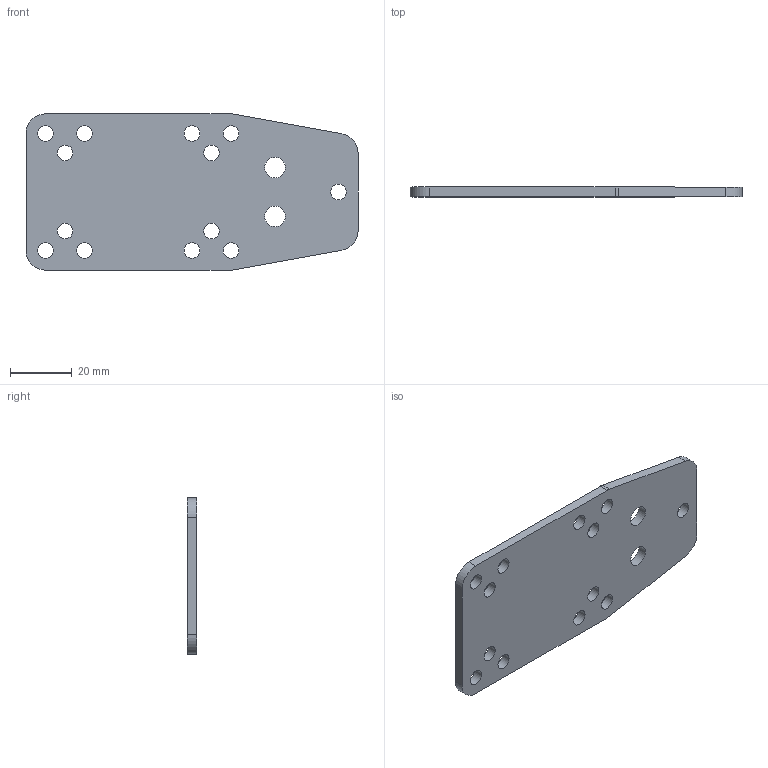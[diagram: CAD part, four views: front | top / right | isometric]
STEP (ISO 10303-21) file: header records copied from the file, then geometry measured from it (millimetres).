
FILE_DESCRIPTION (( 'STEP AP214' ), '1' );
FILE_NAME ('am-4655 Climber In A Box Cross Support Plate.STEP', '2021-10-07T18:27:12', ( '' ), ( '' ), 'SwSTEP 2.0', 'SolidWorks 2021', '' );
FILE_SCHEMA (( 'AUTOMOTIVE_DESIGN' ));
Length unit declared in the file: inch
Products named in the file (1): am-4655 Climber In A Box Cross Support Plate
Bounding box: 107.95 x 3.17 x 50.8 mm (x, y, z)
Volume: 15291.6 mm3; surface area: 11366.1 mm2
Topology: 1 solids, 1 shells, 29 faces, 81 edges, 54 vertices
Faces by surface type: cylinder 21, plane 8
Full cylindrical faces by diameter (mm): 5.105 x13, 6.756 x2
Entity records: 982 total; most frequent: DIRECTION 168, CARTESIAN_POINT 150, ORIENTED_EDGE 132, EDGE_LOOP 74, AXIS2_PLACEMENT_3D 72, EDGE_CURVE 66, VERTEX_POINT 54, FACE_OUTER_BOUND 44
